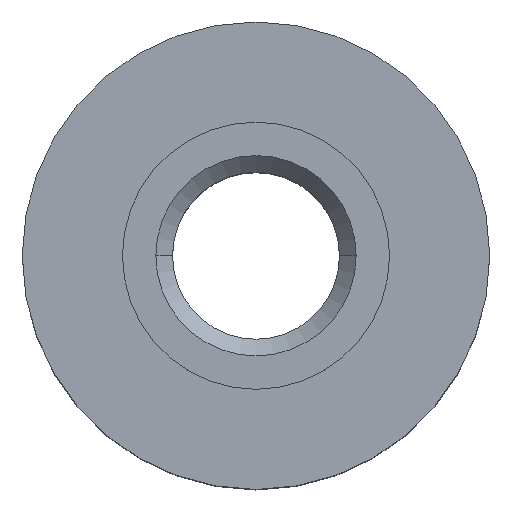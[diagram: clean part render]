
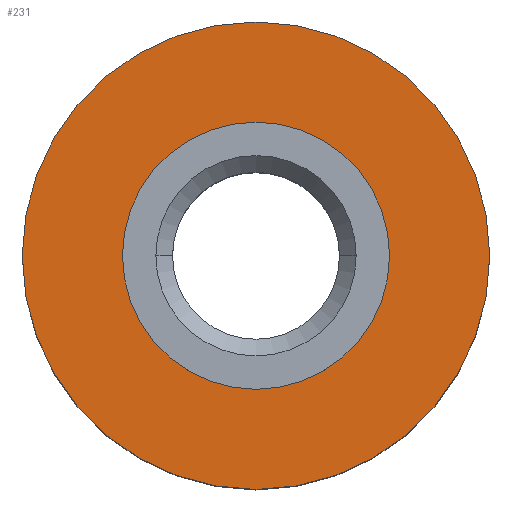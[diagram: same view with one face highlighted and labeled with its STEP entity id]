
A CAD part, top view. The second image highlights one B-rep face of the part: STEP entity #231.
In plain terms, the highlighted planar face has unit normal (0, 0, 1).
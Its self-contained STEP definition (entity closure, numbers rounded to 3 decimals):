
#231 = ADVANCED_FACE ( 'NONE', ( #4532, #4536 ), #3407, .F. ) ;
#530 = VERTEX_POINT ( 'NONE', #1414 ) ;
#623 = ORIENTED_EDGE ( 'NONE', *, *, #2136, .T. ) ;
#624 = ORIENTED_EDGE ( 'NONE', *, *, #4857, .T. ) ;
#625 = ORIENTED_EDGE ( 'NONE', *, *, #1697, .T. ) ;
#626 = ORIENTED_EDGE ( 'NONE', *, *, #2135, .T. ) ;
#1049 = CARTESIAN_POINT ( 'NONE',  ( 0., 0., 4.5 ) ) ;
#1050 = DIRECTION ( 'NONE',  ( 0., 0., 1. ) ) ;
#1051 = DIRECTION ( 'NONE',  ( 1., 0., 0. ) ) ;
#1053 = CARTESIAN_POINT ( 'NONE',  ( 0., 0., 4.5 ) ) ;
#1054 = DIRECTION ( 'NONE',  ( 0., 0., -1. ) ) ;
#1055 = DIRECTION ( 'NONE',  ( -1., 0., 0. ) ) ;
#1414 = CARTESIAN_POINT ( 'NONE',  ( 7., 0., 4.5 ) ) ;
#1438 = CARTESIAN_POINT ( 'NONE',  ( 0., 0., 4.5 ) ) ;
#1439 = DIRECTION ( 'NONE',  ( 0., 0., 1. ) ) ;
#1440 = DIRECTION ( 'NONE',  ( 1., 0., 0. ) ) ;
#1697 = EDGE_CURVE ( 'NONE', #530, #3184, #4613, .T. ) ;
#1754 = AXIS2_PLACEMENT_3D ( 'NONE', #3411, #3412, #3405 ) ;
#1788 = AXIS2_PLACEMENT_3D ( 'NONE', #1438, #1439, #1440 ) ;
#1831 = AXIS2_PLACEMENT_3D ( 'NONE', #1049, #1050, #1051 ) ;
#1832 = AXIS2_PLACEMENT_3D ( 'NONE', #1053, #1054, #1055 ) ;
#2135 = EDGE_CURVE ( 'NONE', #3184, #530, #4771, .T. ) ;
#2136 = EDGE_CURVE ( 'NONE', #3181, #3193, #4773, .T. ) ;
#2556 = CARTESIAN_POINT ( 'NONE',  ( 0., 0., 4.5 ) ) ;
#2557 = DIRECTION ( 'NONE',  ( 0., 0., -1. ) ) ;
#2558 = DIRECTION ( 'NONE',  ( -1., 0., 0. ) ) ;
#2673 = AXIS2_PLACEMENT_3D ( 'NONE', #2556, #2557, #2558 ) ;
#3181 = VERTEX_POINT ( 'NONE', #3523 ) ;
#3184 = VERTEX_POINT ( 'NONE', #3529 ) ;
#3193 = VERTEX_POINT ( 'NONE', #3538 ) ;
#3365 = CIRCLE ( 'NONE', #2673, 4. ) ;
#3405 = DIRECTION ( 'NONE',  ( -1., 0., 0. ) ) ;
#3407 = PLANE ( 'NONE',  #1754 ) ;
#3411 = CARTESIAN_POINT ( 'NONE',  ( 0., 7., 4.5 ) ) ;
#3412 = DIRECTION ( 'NONE',  ( 0., 0., -1. ) ) ;
#3523 = CARTESIAN_POINT ( 'NONE',  ( 4., 0., 4.5 ) ) ;
#3529 = CARTESIAN_POINT ( 'NONE',  ( -7., 0., 4.5 ) ) ;
#3538 = CARTESIAN_POINT ( 'NONE',  ( -4., 0., 4.5 ) ) ;
#4482 = EDGE_LOOP ( 'NONE', ( #623, #624 ) ) ;
#4496 = EDGE_LOOP ( 'NONE', ( #625, #626 ) ) ;
#4532 = FACE_BOUND ( 'NONE', #4482, .T. ) ;
#4536 = FACE_OUTER_BOUND ( 'NONE', #4496, .T. ) ;
#4613 = CIRCLE ( 'NONE', #1788, 7. ) ;
#4771 = CIRCLE ( 'NONE', #1831, 7. ) ;
#4773 = CIRCLE ( 'NONE', #1832, 4. ) ;
#4857 = EDGE_CURVE ( 'NONE', #3193, #3181, #3365, .T. ) ;
